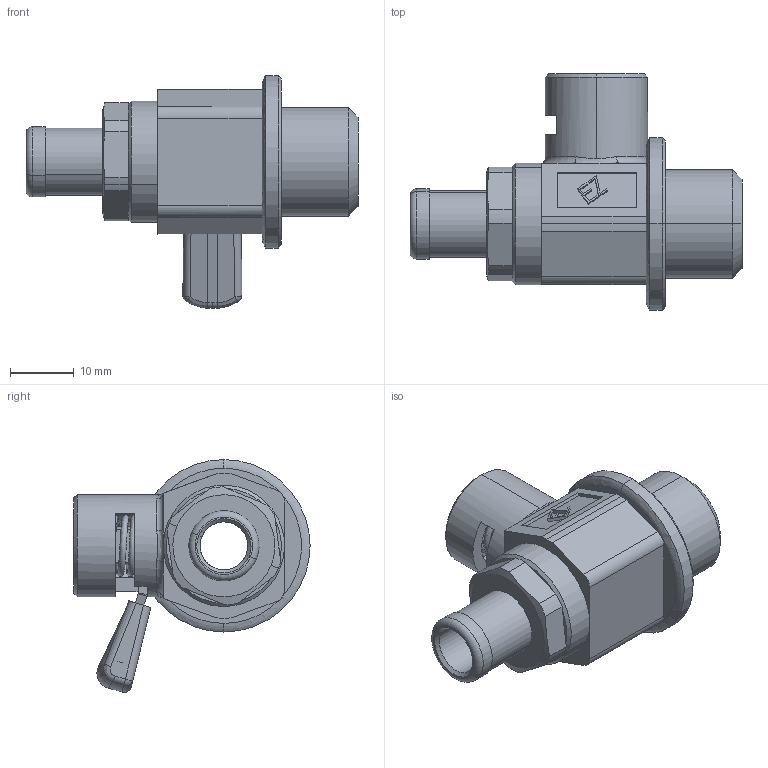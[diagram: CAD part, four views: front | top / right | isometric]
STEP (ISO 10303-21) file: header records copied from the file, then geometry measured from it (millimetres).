
FILE_DESCRIPTION (( 'STEP AP203' ), '1' );
FILE_NAME ('110.STEP', '2015-02-12T05:11:53', ( '微软用户' ), ( '微软中国' ), 'SwSTEP 2.0', 'SolidWorks 2010', '' );
FILE_SCHEMA (( 'CONFIG_CONTROL_DESIGN' ));
Length unit declared in the file: millimetre
Products named in the file (12): 菜え; 概裝; Rñ; 13.5 1.5; 110; 球体; 苤粟銅; 苤忒梟; 縐銅; 球座1; S-Cñ
Assembly tree (12 placements, depth 2):
  110
    球座1  x2
    菜え
    110
    S-Cñ
    Rñ
    球体
    概裝
    苤忒梟
    縐銅
    13.5 1.5
    苤粟銅
Bounding box: 52 x 37 x 36.46 mm (x, y, z)
Volume: 13752.3 mm3; surface area: 11784.4 mm2
Topology: 13 solids, 13 shells, 320 faces, 775 edges, 493 vertices
Faces by surface type: plane 131, cylinder 105, bspline 36, cone 32, torus 16
Entity records: 14070 total; most frequent: CARTESIAN_POINT 5400, DIRECTION 1565, ORIENTED_EDGE 1520, EDGE_CURVE 760, AXIS2_PLACEMENT_3D 605, VERTEX_POINT 486, VECTOR 355, LINE 355
